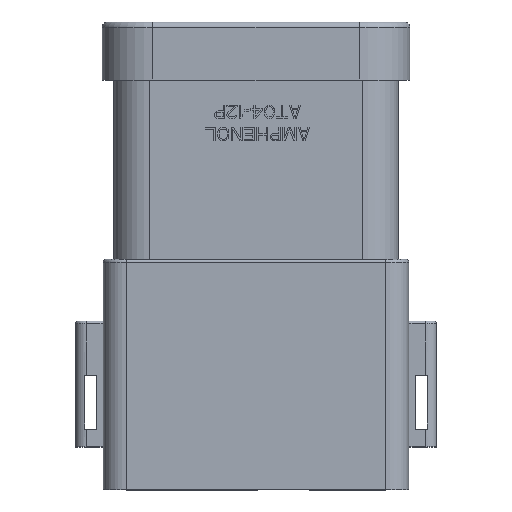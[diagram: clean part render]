
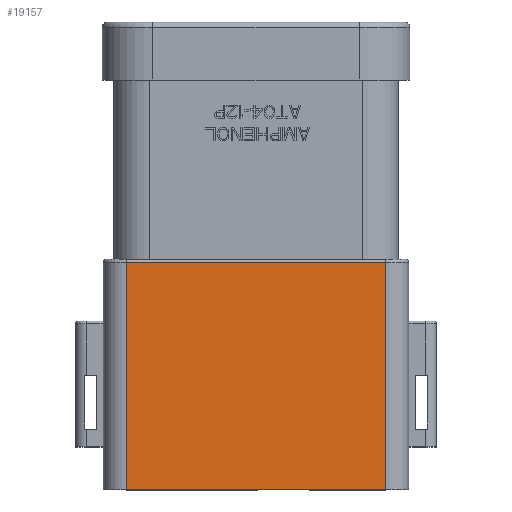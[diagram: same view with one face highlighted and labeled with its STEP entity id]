
A CAD part, top view. The second image highlights one B-rep face of the part: STEP entity #19157.
In plain terms, the highlighted planar face has unit normal (0, 0, 1).
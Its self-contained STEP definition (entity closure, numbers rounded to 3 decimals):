
#1019=DIRECTION('',(0.,1.,0.));
#1020=VECTOR('',#1019,25.5);
#1021=CARTESIAN_POINT('',(14.525,-0.1,11.1));
#1022=LINE('',#1021,#1020);
#1023=DIRECTION('',(-1.,0.,0.));
#1024=VECTOR('',#1023,29.05);
#1025=CARTESIAN_POINT('',(14.525,-0.1,11.1));
#1026=LINE('',#1025,#1024);
#1031=DIRECTION('',(-1.,0.,0.));
#1032=VECTOR('',#1031,29.05);
#1033=CARTESIAN_POINT('',(14.525,25.4,11.1));
#1034=LINE('',#1033,#1032);
#1050=DIRECTION('',(0.,-1.,0.));
#1051=VECTOR('',#1050,25.5);
#1052=CARTESIAN_POINT('',(-14.525,25.4,11.1));
#1053=LINE('',#1052,#1051);
#17383=CARTESIAN_POINT('',(-14.525,-0.1,11.1));
#17384=VERTEX_POINT('',#17383);
#17385=CARTESIAN_POINT('',(14.525,-0.1,11.1));
#17386=VERTEX_POINT('',#17385);
#17403=CARTESIAN_POINT('',(-14.525,25.4,11.1));
#17404=VERTEX_POINT('',#17403);
#17405=CARTESIAN_POINT('',(14.525,25.4,11.1));
#17406=VERTEX_POINT('',#17405);
#19144=CARTESIAN_POINT('',(-17.125,0.,11.1));
#19145=DIRECTION('',(0.,0.,1.));
#19146=DIRECTION('',(1.,0.,0.));
#19147=AXIS2_PLACEMENT_3D('',#19144,#19145,#19146);
#19148=PLANE('',#19147);
#19150=ORIENTED_EDGE('',*,*,#19149,.F.);
#19151=ORIENTED_EDGE('',*,*,#19139,.F.);
#19152=ORIENTED_EDGE('',*,*,#18747,.T.);
#19154=ORIENTED_EDGE('',*,*,#19153,.F.);
#19155=EDGE_LOOP('',(#19150,#19151,#19152,#19154));
#19156=FACE_OUTER_BOUND('',#19155,.F.);
#19157=ADVANCED_FACE('',(#19156),#19148,.T.);
#18747=EDGE_CURVE('',#17386,#17384,#1026,.T.);
#19139=EDGE_CURVE('',#17386,#17406,#1022,.T.);
#19149=EDGE_CURVE('',#17406,#17404,#1034,.T.);
#19153=EDGE_CURVE('',#17404,#17384,#1053,.T.);
